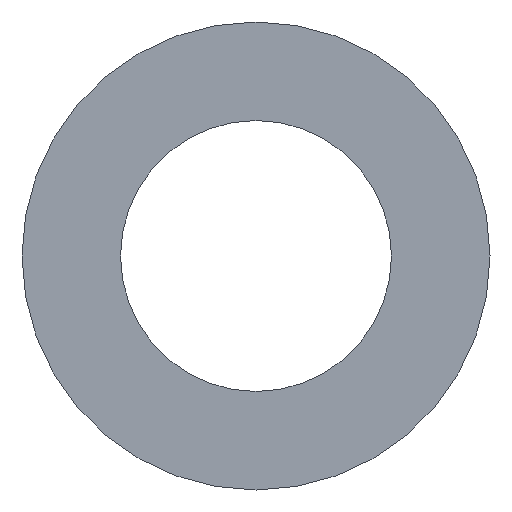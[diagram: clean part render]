
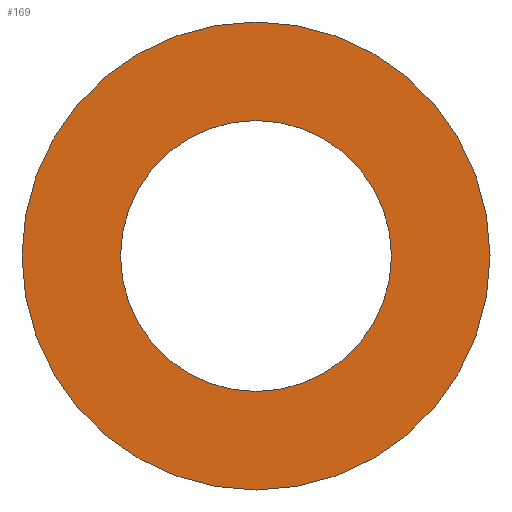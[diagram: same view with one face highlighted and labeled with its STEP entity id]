
A CAD part, front view. The second image highlights one B-rep face of the part: STEP entity #169.
In plain terms, the highlighted planar face has unit normal (0, -1, 0).
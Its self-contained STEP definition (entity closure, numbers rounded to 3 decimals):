
#2 = CARTESIAN_POINT ( 'NONE',  ( 0., -3., 28.5 ) ) ;
#5 = VERTEX_POINT ( 'NONE', #74 ) ;
#8 = DIRECTION ( 'NONE',  ( 0., 1., 0. ) ) ;
#13 = ORIENTED_EDGE ( 'NONE', *, *, #217, .T. ) ;
#19 = DIRECTION ( 'NONE',  ( 0., 1., 0. ) ) ;
#31 = EDGE_CURVE ( 'NONE', #243, #146, #182, .T. ) ;
#35 = DIRECTION ( 'NONE',  ( 0., 0., 1. ) ) ;
#40 = CARTESIAN_POINT ( 'NONE',  ( 0., -3., -28.5 ) ) ;
#44 = AXIS2_PLACEMENT_3D ( 'NONE', #207, #209, #121 ) ;
#74 = CARTESIAN_POINT ( 'NONE',  ( 0., -3., -16.5 ) ) ;
#80 = AXIS2_PLACEMENT_3D ( 'NONE', #221, #8, #165 ) ;
#83 = DIRECTION ( 'NONE',  ( 0., 1., 0. ) ) ;
#84 = CARTESIAN_POINT ( 'NONE',  ( 0., -3., 0. ) ) ;
#85 = FACE_BOUND ( 'NONE', #208, .T. ) ;
#86 = CARTESIAN_POINT ( 'NONE',  ( 0., -3., 16.5 ) ) ;
#98 = VERTEX_POINT ( 'NONE', #86 ) ;
#103 = CIRCLE ( 'NONE', #153, 16.5 ) ;
#105 = CARTESIAN_POINT ( 'NONE',  ( 0., -3., 0. ) ) ;
#118 = CARTESIAN_POINT ( 'NONE',  ( 0., -3., 0. ) ) ;
#119 = AXIS2_PLACEMENT_3D ( 'NONE', #84, #139, #35 ) ;
#121 = DIRECTION ( 'NONE',  ( 0., 0., 1. ) ) ;
#135 = CIRCLE ( 'NONE', #216, 16.5 ) ;
#137 = EDGE_CURVE ( 'NONE', #5, #98, #135, .T. ) ;
#139 = DIRECTION ( 'NONE',  ( 0., 1., 0. ) ) ;
#146 = VERTEX_POINT ( 'NONE', #40 ) ;
#153 = AXIS2_PLACEMENT_3D ( 'NONE', #118, #19, #173 ) ;
#165 = DIRECTION ( 'NONE',  ( 0., 0., 1. ) ) ;
#168 = ORIENTED_EDGE ( 'NONE', *, *, #246, .F. ) ;
#169 = ADVANCED_FACE ( 'NONE', ( #249, #85 ), #172, .F. ) ;
#172 = PLANE ( 'NONE',  #44 ) ;
#173 = DIRECTION ( 'NONE',  ( 0., 0., 1. ) ) ;
#182 = CIRCLE ( 'NONE', #80, 28.5 ) ;
#193 = DIRECTION ( 'NONE',  ( 0., 0., 1. ) ) ;
#197 = ORIENTED_EDGE ( 'NONE', *, *, #137, .T. ) ;
#203 = CIRCLE ( 'NONE', #119, 28.5 ) ;
#207 = CARTESIAN_POINT ( 'NONE',  ( 16.5, -3., 0. ) ) ;
#208 = EDGE_LOOP ( 'NONE', ( #13, #197 ) ) ;
#209 = DIRECTION ( 'NONE',  ( 0., 1., 0. ) ) ;
#215 = EDGE_LOOP ( 'NONE', ( #227, #168 ) ) ;
#216 = AXIS2_PLACEMENT_3D ( 'NONE', #105, #83, #193 ) ;
#217 = EDGE_CURVE ( 'NONE', #98, #5, #103, .T. ) ;
#221 = CARTESIAN_POINT ( 'NONE',  ( 0., -3., 0. ) ) ;
#227 = ORIENTED_EDGE ( 'NONE', *, *, #31, .F. ) ;
#243 = VERTEX_POINT ( 'NONE', #2 ) ;
#246 = EDGE_CURVE ( 'NONE', #146, #243, #203, .T. ) ;
#249 = FACE_OUTER_BOUND ( 'NONE', #215, .T. ) ;
